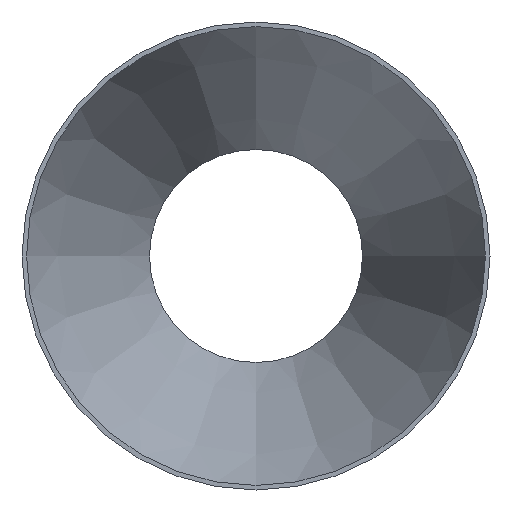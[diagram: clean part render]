
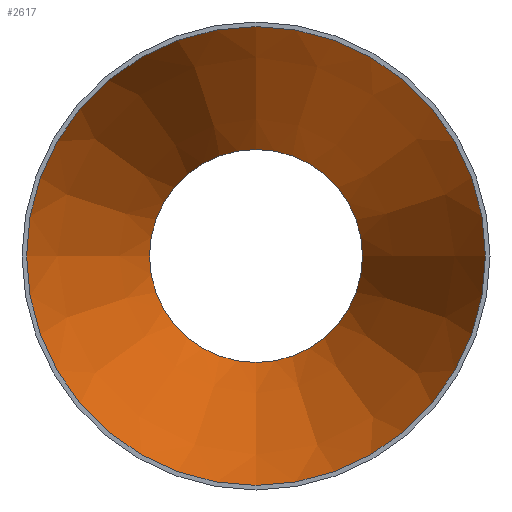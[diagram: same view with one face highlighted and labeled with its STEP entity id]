
A CAD part, front view. The second image highlights one B-rep face of the part: STEP entity #2617.
In plain terms, the highlighted conical face has half-angle 20.738 degrees and reference radius 107.411 mm.
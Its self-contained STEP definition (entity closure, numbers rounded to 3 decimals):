
#505 = DIRECTION ( 'NONE',  ( 0., -1., 0. ) ) ;
#837 = AXIS2_PLACEMENT_3D ( 'NONE', #6034, #22801, #15427 ) ;
#1495 = AXIS2_PLACEMENT_3D ( 'NONE', #26627, #10470, #22163 ) ;
#2493 = EDGE_CURVE ( 'NONE', #15854, #15854, #13088, .T. ) ;
#2617 = ADVANCED_FACE ( 'NONE', ( #16665, #5555 ), #19983, .F. ) ;
#3017 = ORIENTED_EDGE ( 'NONE', *, *, #2493, .T. ) ;
#5555 = FACE_OUTER_BOUND ( 'NONE', #12986, .T. ) ;
#5707 = DIRECTION ( 'NONE',  ( 0., 0., -1. ) ) ;
#6005 = CARTESIAN_POINT ( 'NONE',  ( 0., 0., -107.411 ) ) ;
#6034 = CARTESIAN_POINT ( 'NONE',  ( 0., 0., 0. ) ) ;
#8938 = CARTESIAN_POINT ( 'NONE',  ( 0., 152., -49.861 ) ) ;
#10470 = DIRECTION ( 'NONE',  ( 0., -1., 0. ) ) ;
#12106 = AXIS2_PLACEMENT_3D ( 'NONE', #12630, #505, #5707 ) ;
#12630 = CARTESIAN_POINT ( 'NONE',  ( 0., 0., 0. ) ) ;
#12986 = EDGE_LOOP ( 'NONE', ( #3017 ) ) ;
#13088 = CIRCLE ( 'NONE', #837, 107.411 ) ;
#14767 = CIRCLE ( 'NONE', #1495, 49.861 ) ;
#15427 = DIRECTION ( 'NONE',  ( 0., 0., -1. ) ) ;
#15792 = ORIENTED_EDGE ( 'NONE', *, *, #21668, .F. ) ;
#15854 = VERTEX_POINT ( 'NONE', #6005 ) ;
#16665 = FACE_BOUND ( 'NONE', #22241, .T. ) ;
#19983 = CONICAL_SURFACE ( 'NONE', #12106, 107.411, 0.362 ) ;
#21668 = EDGE_CURVE ( 'NONE', #30007, #30007, #14767, .T. ) ;
#22163 = DIRECTION ( 'NONE',  ( 0., 0., -1. ) ) ;
#22241 = EDGE_LOOP ( 'NONE', ( #15792 ) ) ;
#22801 = DIRECTION ( 'NONE',  ( 0., -1., 0. ) ) ;
#26627 = CARTESIAN_POINT ( 'NONE',  ( 0., 152., 0. ) ) ;
#30007 = VERTEX_POINT ( 'NONE', #8938 ) ;
